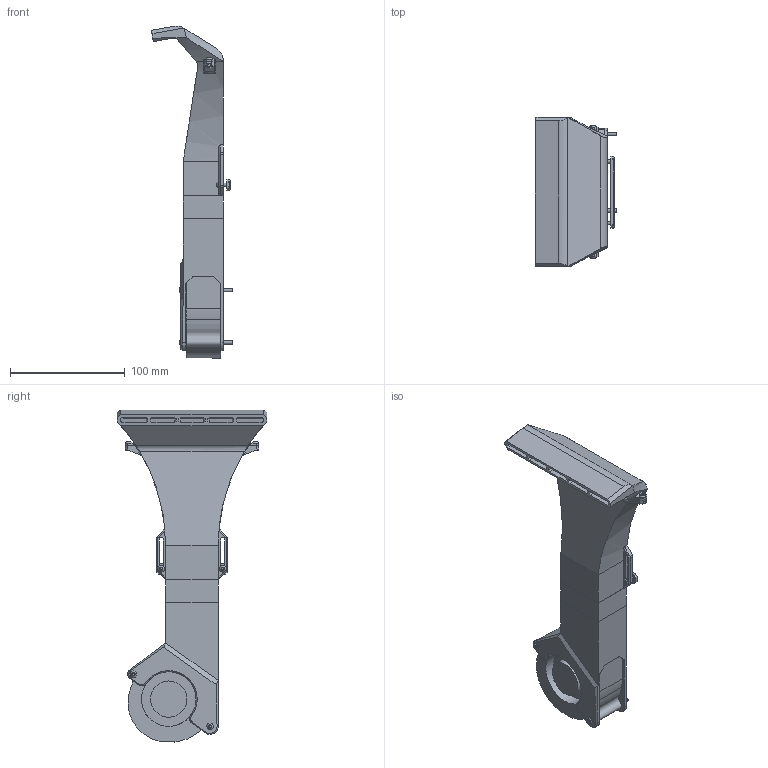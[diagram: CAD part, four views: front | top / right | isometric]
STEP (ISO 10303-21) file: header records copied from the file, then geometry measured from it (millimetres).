
FILE_DESCRIPTION(/* description */ (''),/* implementation_level */ '2;1');
FILE_NAME(/* name */ 'VZ235 RSCS V2 v19.step',/* time_stamp */ '2023-02-09T21:05:23+01:00',/* author */ (''),/* organization */ (''),/* preprocessor_version */ 'ST-DEVELOPER v19.2',/* originating_system */ 'Autodesk Translation Framework v11.17.0.187',/* authorisation */ '');
FILE_SCHEMA (('AUTOMOTIVE_DESIGN { 1 0 10303 214 3 1 1 }'));
Length unit declared in the file: millimetre
Products named in the file (13): VZ235 RSCS V2; RSCS V2 VZ235; Bottom part V2; optional scalable trim piece; Mid part V2; Top part V2; 7530 Fan v1; hardware; M3 6mm; M3 45mm; M3 10mm; M3 nut; optional nut retainer
Assembly tree (18 placements, depth 4):
  VZ235 RSCS V2
    RSCS V2 VZ235
      Bottom part V2
      optional scalable trim piece
      Mid part V2
      Top part V2
      7530 Fan v1
      hardware
        M3 nut  x4
        M3 6mm  x2
        M3 45mm  x2
        M3 10mm  x2
      optional nut retainer
Bounding box: 70.75 x 130 x 289.02 mm (x, y, z)
Volume: 270495.1 mm3; surface area: 149101.6 mm2
Topology: 16 solids, 16 shells, 560 faces, 1352 edges, 846 vertices
Faces by surface type: plane 332, cone 109, cylinder 94, bspline 19, sphere 6
Full cylindrical faces by diameter (mm): 3 x10, 3.4 x6, 3.7 x6, 5.7 x6, 31.6 x1, 47.6 x1
Entity records: 16060 total; most frequent: CARTESIAN_POINT 5105, ORIENTED_EDGE 2236, DIRECTION 2128, EDGE_CURVE 1118, LINE 746, VECTOR 746, VERTEX_POINT 713, AXIS2_PLACEMENT_3D 691
